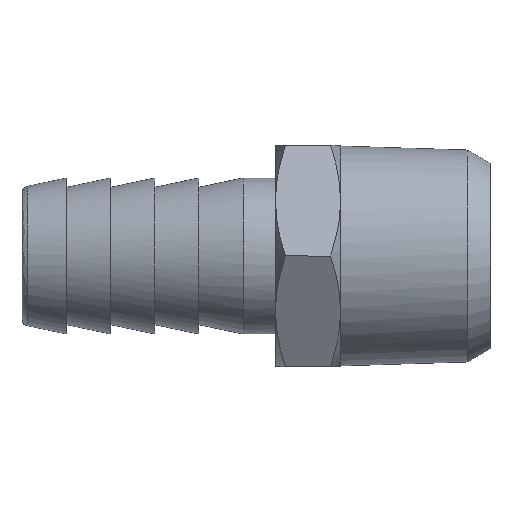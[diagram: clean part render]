
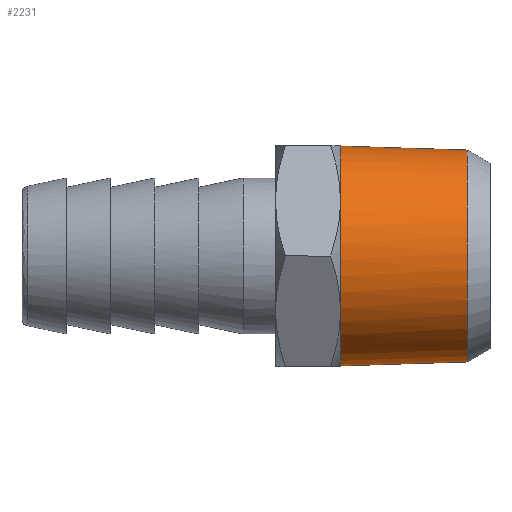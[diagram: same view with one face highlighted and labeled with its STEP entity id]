
A CAD part, left-side view. The second image highlights one B-rep face of the part: STEP entity #2231.
In plain terms, the highlighted free-form (B-spline) face has degree [1, 3] with [2, 4] control points.
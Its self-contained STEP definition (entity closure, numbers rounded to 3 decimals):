
#8 = CARTESIAN_POINT ( 'NONE',  ( -6.722, 11.5, 5.159 ) ) ;
#97 = VERTEX_POINT ( 'NONE', #1966 ) ;
#164 = B_SPLINE_CURVE_WITH_KNOTS ( 'NONE', 1,
 ( #510, #1995 ),
 .UNSPECIFIED., .F., .F.,
 ( 2, 2 ),
 ( -1., 0. ),
 .UNSPECIFIED. ) ;
#175 = CARTESIAN_POINT ( 'NONE',  ( -8.455, 11.5, -0.555 ) ) ;
#182 = CARTESIAN_POINT ( 'NONE',  ( -2.194, 11.5, 8.184 ) ) ;
#197 = CARTESIAN_POINT ( 'NONE',  ( -8.024, 11.5, -2.723 ) ) ;
#198 = ORIENTED_EDGE ( 'NONE', *, *, #622, .F. ) ;
#239 = ORIENTED_EDGE ( 'NONE', *, *, #1736, .T. ) ;
#285 = CARTESIAN_POINT ( 'NONE',  ( 0., 11.5, 8.455 ) ) ;
#361 = CARTESIAN_POINT ( 'NONE',  ( -7.339, 11.5, 4.236 ) ) ;
#378 = CARTESIAN_POINT ( 'NONE',  ( -2.723, 11.5, -8.024 ) ) ;
#387 = CARTESIAN_POINT ( 'NONE',  ( -6.371, 11.5, 5.586 ) ) ;
#491 = CARTESIAN_POINT ( 'NONE',  ( 0., 11.5, -8.455 ) ) ;
#500 = CARTESIAN_POINT ( 'NONE',  ( -16.911, 11.5, 8.455 ) ) ;
#505 = FACE_OUTER_BOUND ( 'NONE', #730, .T. ) ;
#510 = CARTESIAN_POINT ( 'NONE',  ( 0., 11.5, -8.455 ) ) ;
#540 = EDGE_CURVE ( 'NONE', #97, #2206, #899, .T. ) ;
#548 = CARTESIAN_POINT ( 'NONE',  ( -1.105, 11.5, -8.401 ) ) ;
#567 = CARTESIAN_POINT ( 'NONE',  ( -8.401, 11.5, 1.105 ) ) ;
#576 = CARTESIAN_POINT ( 'NONE',  ( -1.105, 11.5, 8.401 ) ) ;
#579 = CARTESIAN_POINT ( 'NONE',  ( 0., 1.732, -8.15 ) ) ;
#622 = EDGE_CURVE ( 'NONE', #1440, #2206, #2276, .T. ) ;
#704 = CARTESIAN_POINT ( 'NONE',  ( -16.911, 11.5, -8.455 ) ) ;
#730 = EDGE_LOOP ( 'NONE', ( #1213, #832, #198, #239 ) ) ;
#757 = CARTESIAN_POINT ( 'NONE',  ( -5.159, 11.5, 6.722 ) ) ;
#832 = ORIENTED_EDGE ( 'NONE', *, *, #540, .T. ) ;
#895 = CARTESIAN_POINT ( 'NONE',  ( -16.3, 1.732, 8.15 ) ) ;
#899 = B_SPLINE_CURVE_WITH_KNOTS ( 'NONE', 1,
 ( #1856, #2278 ),
 .UNSPECIFIED., .F., .F.,
 ( 2, 2 ),
 ( -1., 0. ),
 .UNSPECIFIED. ) ;
#937 = CARTESIAN_POINT ( 'NONE',  ( 0., 11.5, -8.455 ) ) ;
#954 = CARTESIAN_POINT ( 'NONE',  ( -8.401, 11.5, -1.105 ) ) ;
#1068 = CARTESIAN_POINT ( 'NONE',  ( 0., 11.5, 8.455 ) ) ;
#1110 =( BOUNDED_SURFACE ( )  B_SPLINE_SURFACE ( 1, 3, ( 
 ( #2048, #1681, #895, #2458 ),
 ( #491, #704, #500, #1068 ) ),
 .UNSPECIFIED., .F., .F., .F. ) 
 B_SPLINE_SURFACE_WITH_KNOTS ( ( 2, 2 ),
 ( 4, 4 ),
 ( 0., 1. ),
 ( 0., 1. ),
 .UNSPECIFIED. ) 
 GEOMETRIC_REPRESENTATION_ITEM ( )  RATIONAL_B_SPLINE_SURFACE ( (
 ( 1., 0.333, 0.333, 1.),
 ( 1., 0.333, 0.333, 1.) ) ) 
 REPRESENTATION_ITEM ( '' )  SURFACE ( )  );
#1137 = CARTESIAN_POINT ( 'NONE',  ( -8.184, 11.5, -2.194 ) ) ;
#1146 = CARTESIAN_POINT ( 'NONE',  ( -7.339, 11.5, -4.236 ) ) ;
#1213 = ORIENTED_EDGE ( 'NONE', *, *, #2033, .T. ) ;
#1339 = CARTESIAN_POINT ( 'NONE',  ( -2.723, 11.5, 8.024 ) ) ;
#1343 = CARTESIAN_POINT ( 'NONE',  ( 0., 1.732, -8.15 ) ) ;
#1365 = CARTESIAN_POINT ( 'NONE',  ( -4.236, 11.5, -7.339 ) ) ;
#1440 = VERTEX_POINT ( 'NONE', #1545 ) ;
#1537 = CARTESIAN_POINT ( 'NONE',  ( -3.749, 11.5, -7.599 ) ) ;
#1545 = CARTESIAN_POINT ( 'NONE',  ( 0., 11.5, -8.455 ) ) ;
#1561 = CARTESIAN_POINT ( 'NONE',  ( -8.184, 11.5, 2.194 ) ) ;
#1681 = CARTESIAN_POINT ( 'NONE',  ( -16.3, 1.732, -8.15 ) ) ;
#1736 = EDGE_CURVE ( 'NONE', #1440, #2419, #164, .T. ) ;
#1751 = CARTESIAN_POINT ( 'NONE',  ( -5.586, 11.5, -6.371 ) ) ;
#1760 = CARTESIAN_POINT ( 'NONE',  ( -3.749, 11.5, 7.599 ) ) ;
#1765 = CARTESIAN_POINT ( 'NONE',  ( -16.3, 1.732, -8.15 ) ) ;
#1856 = CARTESIAN_POINT ( 'NONE',  ( 0., 1.732, 8.15 ) ) ;
#1916 = CARTESIAN_POINT ( 'NONE',  ( -8.455, 11.5, 0.555 ) ) ;
#1925 = CARTESIAN_POINT ( 'NONE',  ( -6.722, 11.5, -5.159 ) ) ;
#1945 = CARTESIAN_POINT ( 'NONE',  ( -7.599, 11.5, -3.749 ) ) ;
#1953 = CARTESIAN_POINT ( 'NONE',  ( 0., 11.5, 8.455 ) ) ;
#1966 = CARTESIAN_POINT ( 'NONE',  ( 0., 1.732, 8.15 ) ) ;
#1967 = CARTESIAN_POINT ( 'NONE',  ( 0., 1.732, 8.15 ) ) ;
#1995 = CARTESIAN_POINT ( 'NONE',  ( 0., 1.732, -8.15 ) ) ;
#2033 = EDGE_CURVE ( 'NONE', #2419, #97, #2473, .T. ) ;
#2048 = CARTESIAN_POINT ( 'NONE',  ( 0., 1.732, -8.15 ) ) ;
#2097 = CARTESIAN_POINT ( 'NONE',  ( -0.555, 11.5, -8.455 ) ) ;
#2110 = CARTESIAN_POINT ( 'NONE',  ( -2.194, 11.5, -8.184 ) ) ;
#2121 = CARTESIAN_POINT ( 'NONE',  ( -0.555, 11.5, 8.455 ) ) ;
#2130 = CARTESIAN_POINT ( 'NONE',  ( -5.159, 11.5, -6.722 ) ) ;
#2206 = VERTEX_POINT ( 'NONE', #285 ) ;
#2231 = ADVANCED_FACE ( 'NONE', ( #505 ), #1110, .F. ) ;
#2276 = B_SPLINE_CURVE_WITH_KNOTS ( 'NONE', 3,
 ( #937, #2097, #548, #2110, #378, #1537, #1365, #2130, #1751, #2305, #1925, #1146, #1945, #197, #1137, #954, #175, #1916, #567, #1561, #2325, #2515, #361, #8, #387, #2506, #757, #2496, #1760, #1339, #182, #576, #2121, #1953 ),
 .UNSPECIFIED., .F., .F.,
 ( 4, 2, 2, 2, 2, 2, 2, 2, 2, 2, 2, 2, 2, 2, 2, 2, 4 ),
 ( 0., 0.196, 0.393, 0.589, 0.785, 0.982, 1.178, 1.374, 1.571, 1.767, 1.963, 2.16, 2.356, 2.553, 2.749, 2.945, 3.142 ),
 .UNSPECIFIED. ) ;
#2278 = CARTESIAN_POINT ( 'NONE',  ( 0., 11.5, 8.455 ) ) ;
#2305 = CARTESIAN_POINT ( 'NONE',  ( -6.371, 11.5, -5.586 ) ) ;
#2325 = CARTESIAN_POINT ( 'NONE',  ( -8.024, 11.5, 2.723 ) ) ;
#2338 = CARTESIAN_POINT ( 'NONE',  ( -16.3, 1.732, 8.15 ) ) ;
#2419 = VERTEX_POINT ( 'NONE', #1343 ) ;
#2458 = CARTESIAN_POINT ( 'NONE',  ( 0., 1.732, 8.15 ) ) ;
#2473 =( BOUNDED_CURVE ( )  B_SPLINE_CURVE ( 3, ( #579, #1765, #2338, #1967 ),
 .UNSPECIFIED., .F., .F. ) 
 B_SPLINE_CURVE_WITH_KNOTS ( ( 4, 4 ),
 ( -3.142, 0. ),
 .UNSPECIFIED. ) 
 CURVE ( )  GEOMETRIC_REPRESENTATION_ITEM ( )  RATIONAL_B_SPLINE_CURVE ( ( 1., 0.333, 0.333, 1. ) ) 
 REPRESENTATION_ITEM ( '' )  );
#2496 = CARTESIAN_POINT ( 'NONE',  ( -4.236, 11.5, 7.339 ) ) ;
#2506 = CARTESIAN_POINT ( 'NONE',  ( -5.586, 11.5, 6.371 ) ) ;
#2515 = CARTESIAN_POINT ( 'NONE',  ( -7.599, 11.5, 3.749 ) ) ;
